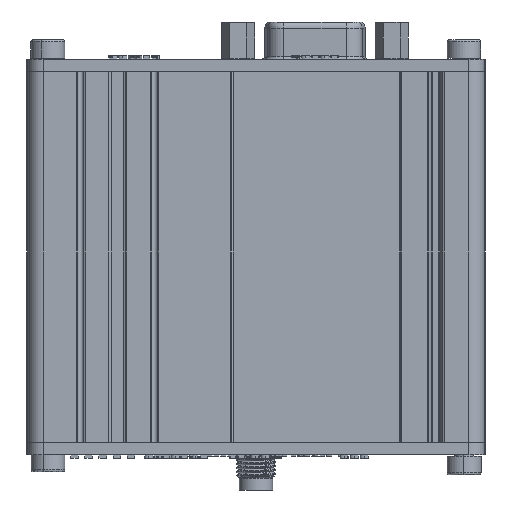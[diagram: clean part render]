
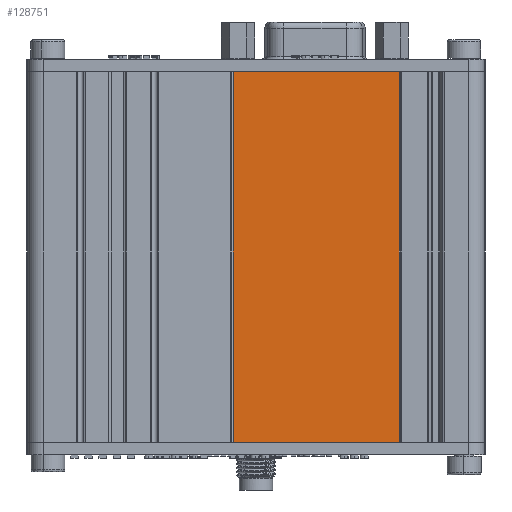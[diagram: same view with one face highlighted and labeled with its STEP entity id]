
A CAD part, front view. The second image highlights one B-rep face of the part: STEP entity #128751.
In plain terms, the highlighted planar face has unit normal (0, -1, 0).
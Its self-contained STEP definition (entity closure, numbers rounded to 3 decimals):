
#28025 = PLANE ( 'NONE',  #55331 ) ;
#29953 = VERTEX_POINT ( 'NONE', #114795 ) ;
#44571 = EDGE_CURVE ( 'NONE', #29953, #116830, #200999, .T. ) ;
#46302 = FACE_OUTER_BOUND ( 'NONE', #58479, .T. ) ;
#47269 = CARTESIAN_POINT ( 'NONE',  ( -3.711, -12.25, 0. ) ) ;
#54032 = VECTOR ( 'NONE', #96683, 1000. ) ;
#55331 = AXIS2_PLACEMENT_3D ( 'NONE', #210822, #192486, #63449 ) ;
#58479 = EDGE_LOOP ( 'NONE', ( #75591, #75319, #119529, #198051 ) ) ;
#63378 = CARTESIAN_POINT ( 'NONE',  ( -3.85, -12.25, 60.2 ) ) ;
#63449 = DIRECTION ( 'NONE',  ( 1., 0., 0. ) ) ;
#70713 = EDGE_CURVE ( 'NONE', #190776, #143436, #160140, .T. ) ;
#75319 = ORIENTED_EDGE ( 'NONE', *, *, #70713, .T. ) ;
#75591 = ORIENTED_EDGE ( 'NONE', *, *, #136860, .T. ) ;
#82645 = DIRECTION ( 'NONE',  ( 1., 0., 0. ) ) ;
#83756 = CARTESIAN_POINT ( 'NONE',  ( 23.311, -12.25, 60.2 ) ) ;
#95636 = LINE ( 'NONE', #63378, #160191 ) ;
#96683 = DIRECTION ( 'NONE',  ( 0., 0., -1. ) ) ;
#114795 = CARTESIAN_POINT ( 'NONE',  ( 23.311, -12.25, 0. ) ) ;
#116830 = VERTEX_POINT ( 'NONE', #184504 ) ;
#119529 = ORIENTED_EDGE ( 'NONE', *, *, #204240, .T. ) ;
#128751 = ADVANCED_FACE ( 'NONE', ( #46302 ), #28025, .T. ) ;
#136860 = EDGE_CURVE ( 'NONE', #116830, #190776, #95636, .T. ) ;
#140784 = CARTESIAN_POINT ( 'NONE',  ( -3.711, -12.25, 0. ) ) ;
#143436 = VERTEX_POINT ( 'NONE', #140784 ) ;
#144021 = DIRECTION ( 'NONE',  ( -1., 0., 0. ) ) ;
#148199 = CARTESIAN_POINT ( 'NONE',  ( -3.85, -12.25, 0. ) ) ;
#152540 = VECTOR ( 'NONE', #82645, 1000. ) ;
#160140 = LINE ( 'NONE', #47269, #54032 ) ;
#160191 = VECTOR ( 'NONE', #144021, 1000. ) ;
#161239 = LINE ( 'NONE', #148199, #152540 ) ;
#166006 = CARTESIAN_POINT ( 'NONE',  ( -3.711, -12.25, 60.2 ) ) ;
#184504 = CARTESIAN_POINT ( 'NONE',  ( 23.311, -12.25, 60.2 ) ) ;
#190776 = VERTEX_POINT ( 'NONE', #166006 ) ;
#192486 = DIRECTION ( 'NONE',  ( 0., -1., 0. ) ) ;
#197823 = DIRECTION ( 'NONE',  ( 0., 0., 1. ) ) ;
#198051 = ORIENTED_EDGE ( 'NONE', *, *, #44571, .T. ) ;
#198555 = VECTOR ( 'NONE', #197823, 1000. ) ;
#200999 = LINE ( 'NONE', #83756, #198555 ) ;
#204240 = EDGE_CURVE ( 'NONE', #143436, #29953, #161239, .T. ) ;
#210822 = CARTESIAN_POINT ( 'NONE',  ( 0., -12.25, 0. ) ) ;
